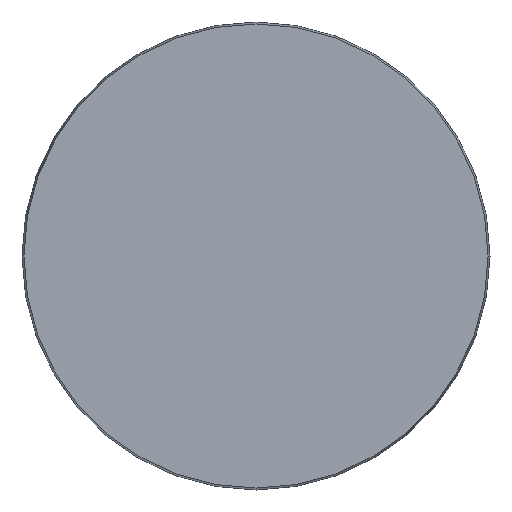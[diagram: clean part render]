
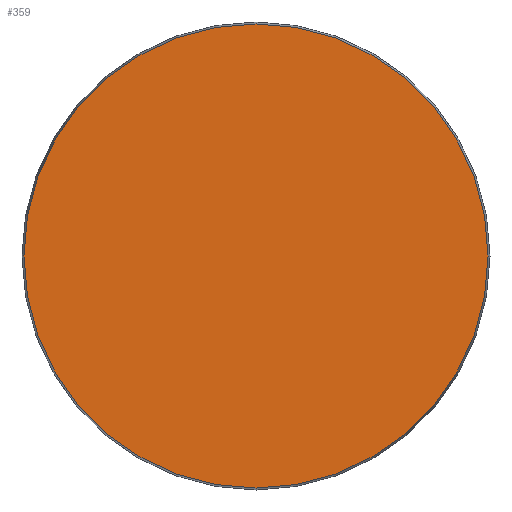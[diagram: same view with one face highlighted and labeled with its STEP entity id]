
A CAD part, front view. The second image highlights one B-rep face of the part: STEP entity #359.
In plain terms, the highlighted planar face has unit normal (0, -1, 0).
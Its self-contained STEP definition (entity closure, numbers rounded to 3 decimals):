
#62 = ORIENTED_EDGE ( 'NONE', *, *, #259, .T. ) ;
#72 = DIRECTION ( 'NONE',  ( 0., 0., -1. ) ) ;
#127 = CARTESIAN_POINT ( 'NONE',  ( 0., 0., -68.425 ) ) ;
#259 = EDGE_CURVE ( 'NONE', #425, #425, #369, .T. ) ;
#274 = DIRECTION ( 'NONE',  ( 0., 1., 0. ) ) ;
#359 = ADVANCED_FACE ( 'NONE', ( #439 ), #495, .F. ) ;
#369 = CIRCLE ( 'NONE', #528, 68.425 ) ;
#378 = DIRECTION ( 'NONE',  ( 0., 0., 1. ) ) ;
#425 = VERTEX_POINT ( 'NONE', #127 ) ;
#439 = FACE_OUTER_BOUND ( 'NONE', #640, .T. ) ;
#487 = CARTESIAN_POINT ( 'NONE',  ( 0., 0., 0. ) ) ;
#495 = PLANE ( 'NONE',  #694 ) ;
#528 = AXIS2_PLACEMENT_3D ( 'NONE', #487, #757, #72 ) ;
#640 = EDGE_LOOP ( 'NONE', ( #62 ) ) ;
#675 = CARTESIAN_POINT ( 'NONE',  ( -68.425, 0., 0. ) ) ;
#694 = AXIS2_PLACEMENT_3D ( 'NONE', #675, #274, #378 ) ;
#757 = DIRECTION ( 'NONE',  ( 0., -1., 0. ) ) ;
